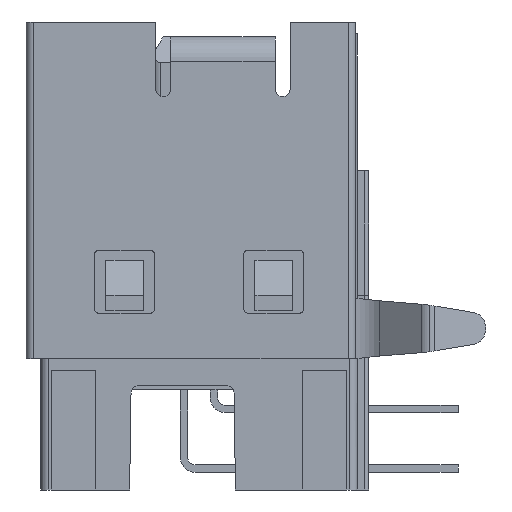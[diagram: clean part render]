
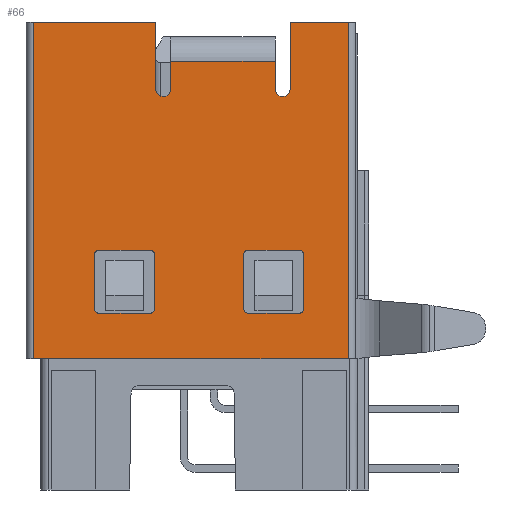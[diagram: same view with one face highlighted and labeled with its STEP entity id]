
A CAD part, left-side view. The second image highlights one B-rep face of the part: STEP entity #66.
In plain terms, the highlighted planar face has unit normal (-1, 0, 0).
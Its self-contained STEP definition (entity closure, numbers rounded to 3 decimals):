
#66=ADVANCED_FACE('',(#577,#578,#579),#580,.T.);
#577=FACE_OUTER_BOUND('',#1593,.T.);
#578=FACE_BOUND('',#1594,.T.);
#579=FACE_BOUND('',#1595,.T.);
#580=PLANE('',#1596);
#1593=EDGE_LOOP('',(#2729,#2730,#2731,#2732,#2733,#2734,#2735,#2736,#2737,#2738,#2739,#2740,#2741,#2742));
#1594=EDGE_LOOP('',(#2743,#2744,#2745,#2746,#2747,#2748,#2749,#2750));
#1595=EDGE_LOOP('',(#2751,#2752,#2753,#2754,#2755,#2756,#2757,#2758));
#1596=AXIS2_PLACEMENT_3D('',#2759,#2760,#2761);
#2729=ORIENTED_EDGE('',*,*,#6946,.F.);
#2730=ORIENTED_EDGE('',*,*,#6947,.T.);
#2731=ORIENTED_EDGE('',*,*,#6941,.T.);
#2732=ORIENTED_EDGE('',*,*,#6948,.T.);
#2733=ORIENTED_EDGE('',*,*,#6949,.T.);
#2734=ORIENTED_EDGE('',*,*,#6894,.T.);
#2735=ORIENTED_EDGE('',*,*,#6950,.T.);
#2736=ORIENTED_EDGE('',*,*,#6897,.T.);
#2737=ORIENTED_EDGE('',*,*,#6951,.T.);
#2738=ORIENTED_EDGE('',*,*,#6952,.T.);
#2739=ORIENTED_EDGE('',*,*,#6882,.T.);
#2740=ORIENTED_EDGE('',*,*,#6953,.T.);
#2741=ORIENTED_EDGE('',*,*,#6911,.T.);
#2742=ORIENTED_EDGE('',*,*,#6945,.F.);
#2743=ORIENTED_EDGE('',*,*,#6954,.T.);
#2744=ORIENTED_EDGE('',*,*,#6955,.T.);
#2745=ORIENTED_EDGE('',*,*,#6956,.T.);
#2746=ORIENTED_EDGE('',*,*,#6957,.T.);
#2747=ORIENTED_EDGE('',*,*,#6958,.T.);
#2748=ORIENTED_EDGE('',*,*,#6959,.T.);
#2749=ORIENTED_EDGE('',*,*,#6960,.T.);
#2750=ORIENTED_EDGE('',*,*,#6961,.T.);
#2751=ORIENTED_EDGE('',*,*,#6962,.T.);
#2752=ORIENTED_EDGE('',*,*,#6963,.T.);
#2753=ORIENTED_EDGE('',*,*,#6964,.T.);
#2754=ORIENTED_EDGE('',*,*,#6965,.T.);
#2755=ORIENTED_EDGE('',*,*,#6966,.T.);
#2756=ORIENTED_EDGE('',*,*,#6967,.T.);
#2757=ORIENTED_EDGE('',*,*,#6968,.T.);
#2758=ORIENTED_EDGE('',*,*,#6969,.T.);
#2759=CARTESIAN_POINT('',(-6.015,-5.25,0.0));
#2760=DIRECTION('',(-1.0,0.0,0.0));
#2761=DIRECTION('',(0.0,0.0,1.0));
#6882=EDGE_CURVE('',#8316,#8320,#8322,.T.);
#6894=EDGE_CURVE('',#8340,#8344,#8346,.T.);
#6897=EDGE_CURVE('',#8352,#8350,#8353,.T.);
#6911=EDGE_CURVE('',#8379,#8380,#8381,.T.);
#6941=EDGE_CURVE('',#8440,#8438,#8441,.T.);
#6945=EDGE_CURVE('',#8445,#8380,#8447,.T.);
#6946=EDGE_CURVE('',#8448,#8445,#8449,.T.);
#6947=EDGE_CURVE('',#8448,#8440,#8450,.T.);
#6948=EDGE_CURVE('',#8438,#8451,#8452,.T.);
#6949=EDGE_CURVE('',#8451,#8340,#8453,.T.);
#6950=EDGE_CURVE('',#8344,#8352,#8454,.T.);
#6951=EDGE_CURVE('',#8350,#8455,#8456,.T.);
#6952=EDGE_CURVE('',#8455,#8316,#8457,.T.);
#6953=EDGE_CURVE('',#8320,#8379,#8458,.T.);
#6954=EDGE_CURVE('',#8459,#8460,#8461,.T.);
#6955=EDGE_CURVE('',#8460,#8462,#8463,.T.);
#6956=EDGE_CURVE('',#8462,#8464,#8465,.T.);
#6957=EDGE_CURVE('',#8464,#8466,#8467,.T.);
#6958=EDGE_CURVE('',#8466,#8468,#8469,.T.);
#6959=EDGE_CURVE('',#8468,#8470,#8471,.T.);
#6960=EDGE_CURVE('',#8470,#8472,#8473,.T.);
#6961=EDGE_CURVE('',#8472,#8459,#8474,.T.);
#6962=EDGE_CURVE('',#8475,#8476,#8477,.T.);
#6963=EDGE_CURVE('',#8476,#8478,#8479,.T.);
#6964=EDGE_CURVE('',#8478,#8480,#8481,.T.);
#6965=EDGE_CURVE('',#8480,#8482,#8483,.T.);
#6966=EDGE_CURVE('',#8482,#8484,#8485,.T.);
#6967=EDGE_CURVE('',#8484,#8486,#8487,.T.);
#6968=EDGE_CURVE('',#8486,#8488,#8489,.T.);
#6969=EDGE_CURVE('',#8488,#8475,#8490,.T.);
#8316=VERTEX_POINT('',#10702);
#8320=VERTEX_POINT('',#10707);
#8322=CIRCLE('',#10710,0.25);
#8340=VERTEX_POINT('',#10732);
#8344=VERTEX_POINT('',#10737);
#8346=CIRCLE('',#10740,0.25);
#8350=VERTEX_POINT('',#10745);
#8352=VERTEX_POINT('',#10747);
#8353=LINE('',#10748,#10749);
#8379=VERTEX_POINT('',#10797);
#8380=VERTEX_POINT('',#10798);
#8381=LINE('',#10799,#10800);
#8438=VERTEX_POINT('',#10876);
#8440=VERTEX_POINT('',#10879);
#8441=LINE('',#10880,#10881);
#8445=VERTEX_POINT('',#10886);
#8447=LINE('',#10888,#10889);
#8448=VERTEX_POINT('',#10890);
#8449=LINE('',#10891,#10892);
#8450=LINE('',#10893,#10894);
#8451=VERTEX_POINT('',#10895);
#8452=LINE('',#10896,#10897);
#8453=CIRCLE('',#10898,0.25);
#8454=LINE('',#10899,#10900);
#8455=VERTEX_POINT('',#10901);
#8456=LINE('',#10902,#10903);
#8457=CIRCLE('',#10904,0.25);
#8458=LINE('',#10905,#10906);
#8459=VERTEX_POINT('',#10907);
#8460=VERTEX_POINT('',#10908);
#8461=LINE('',#10909,#10910);
#8462=VERTEX_POINT('',#10911);
#8463=CIRCLE('',#10912,0.13);
#8464=VERTEX_POINT('',#10913);
#8465=LINE('',#10914,#10915);
#8466=VERTEX_POINT('',#10916);
#8467=CIRCLE('',#10917,0.13);
#8468=VERTEX_POINT('',#10918);
#8469=LINE('',#10919,#10920);
#8470=VERTEX_POINT('',#10921);
#8471=CIRCLE('',#10922,0.13);
#8472=VERTEX_POINT('',#10923);
#8473=LINE('',#10924,#10925);
#8474=CIRCLE('',#10926,0.13);
#8475=VERTEX_POINT('',#10927);
#8476=VERTEX_POINT('',#10928);
#8477=CIRCLE('',#10929,0.13);
#8478=VERTEX_POINT('',#10930);
#8479=LINE('',#10931,#10932);
#8480=VERTEX_POINT('',#10933);
#8481=CIRCLE('',#10934,0.13);
#8482=VERTEX_POINT('',#10935);
#8483=LINE('',#10936,#10937);
#8484=VERTEX_POINT('',#10938);
#8485=CIRCLE('',#10939,0.13);
#8486=VERTEX_POINT('',#10940);
#8487=LINE('',#10941,#10942);
#8488=VERTEX_POINT('',#10943);
#8489=CIRCLE('',#10944,0.13);
#8490=LINE('',#10945,#10946);
#10702=CARTESIAN_POINT('',(-6.015,1.2,-2.5));
#10707=CARTESIAN_POINT('',(-6.015,1.45,-2.25));
#10710=AXIS2_PLACEMENT_3D('',#14298,#14299,#14300);
#10732=CARTESIAN_POINT('',(-6.015,-2.8,-2.5));
#10737=CARTESIAN_POINT('',(-6.015,-2.55,-2.25));
#10740=AXIS2_PLACEMENT_3D('',#14322,#14323,#14324);
#10745=CARTESIAN_POINT('',(-6.015,0.95,-1.32));
#10747=CARTESIAN_POINT('',(-6.015,-2.55,-1.32));
#10748=CARTESIAN_POINT('',(-6.015,-2.55,-1.32));
#10749=VECTOR('',#14329,3.5);
#10797=CARTESIAN_POINT('',(-6.015,1.45,0.0));
#10798=CARTESIAN_POINT('',(-6.015,5.55,0.0));
#10799=CARTESIAN_POINT('',(-6.015,1.45,0.0));
#10800=VECTOR('',#14351,4.1);
#10876=CARTESIAN_POINT('',(-6.015,-3.05,0.0));
#10879=CARTESIAN_POINT('',(-6.015,-5.0,0.0));
#10880=CARTESIAN_POINT('',(-6.015,-5.0,0.0));
#10881=VECTOR('',#14399,1.95);
#10886=CARTESIAN_POINT('',(-6.015,5.55,-11.3));
#10888=CARTESIAN_POINT('',(-6.015,5.55,-11.3));
#10889=VECTOR('',#14407,11.3);
#10890=CARTESIAN_POINT('',(-6.015,-5.0,-11.3));
#10891=CARTESIAN_POINT('',(-6.015,-5.0,-11.3));
#10892=VECTOR('',#14408,10.55);
#10893=CARTESIAN_POINT('',(-6.015,-5.0,-11.3));
#10894=VECTOR('',#14409,11.3);
#10895=CARTESIAN_POINT('',(-6.015,-3.05,-2.25));
#10896=CARTESIAN_POINT('',(-6.015,-3.05,0.0));
#10897=VECTOR('',#14410,2.25);
#10898=AXIS2_PLACEMENT_3D('',#14411,#14412,#14413);
#10899=CARTESIAN_POINT('',(-6.015,-2.55,-2.25));
#10900=VECTOR('',#14414,0.93);
#10901=CARTESIAN_POINT('',(-6.015,0.95,-2.25));
#10902=CARTESIAN_POINT('',(-6.015,0.95,-1.32));
#10903=VECTOR('',#14415,0.93);
#10904=AXIS2_PLACEMENT_3D('',#14416,#14417,#14418);
#10905=CARTESIAN_POINT('',(-6.015,1.45,-2.25));
#10906=VECTOR('',#14419,2.25);
#10907=CARTESIAN_POINT('',(-6.015,1.5,-7.788));
#10908=CARTESIAN_POINT('',(-6.015,1.5,-9.638));
#10909=CARTESIAN_POINT('',(-6.015,1.5,-7.788));
#10910=VECTOR('',#14420,1.85);
#10911=CARTESIAN_POINT('',(-6.015,1.63,-9.768));
#10912=AXIS2_PLACEMENT_3D('',#14421,#14422,#14423);
#10913=CARTESIAN_POINT('',(-6.015,3.37,-9.768));
#10914=CARTESIAN_POINT('',(-6.015,1.63,-9.768));
#10915=VECTOR('',#14424,1.74);
#10916=CARTESIAN_POINT('',(-6.015,3.5,-9.638));
#10917=AXIS2_PLACEMENT_3D('',#14425,#14426,#14427);
#10918=CARTESIAN_POINT('',(-6.015,3.5,-7.788));
#10919=CARTESIAN_POINT('',(-6.015,3.5,-9.638));
#10920=VECTOR('',#14428,1.85);
#10921=CARTESIAN_POINT('',(-6.015,3.37,-7.658));
#10922=AXIS2_PLACEMENT_3D('',#14429,#14430,#14431);
#10923=CARTESIAN_POINT('',(-6.015,1.63,-7.658));
#10924=CARTESIAN_POINT('',(-6.015,3.37,-7.658));
#10925=VECTOR('',#14432,1.74);
#10926=AXIS2_PLACEMENT_3D('',#14433,#14434,#14435);
#10927=CARTESIAN_POINT('',(-6.015,-3.37,-7.658));
#10928=CARTESIAN_POINT('',(-6.015,-3.5,-7.788));
#10929=AXIS2_PLACEMENT_3D('',#14436,#14437,#14438);
#10930=CARTESIAN_POINT('',(-6.015,-3.5,-9.638));
#10931=CARTESIAN_POINT('',(-6.015,-3.5,-7.788));
#10932=VECTOR('',#14439,1.85);
#10933=CARTESIAN_POINT('',(-6.015,-3.37,-9.768));
#10934=AXIS2_PLACEMENT_3D('',#14440,#14441,#14442);
#10935=CARTESIAN_POINT('',(-6.015,-1.63,-9.768));
#10936=CARTESIAN_POINT('',(-6.015,-3.37,-9.768));
#10937=VECTOR('',#14443,1.74);
#10938=CARTESIAN_POINT('',(-6.015,-1.5,-9.638));
#10939=AXIS2_PLACEMENT_3D('',#14444,#14445,#14446);
#10940=CARTESIAN_POINT('',(-6.015,-1.5,-7.788));
#10941=CARTESIAN_POINT('',(-6.015,-1.5,-9.638));
#10942=VECTOR('',#14447,1.85);
#10943=CARTESIAN_POINT('',(-6.015,-1.63,-7.658));
#10944=AXIS2_PLACEMENT_3D('',#14448,#14449,#14450);
#10945=CARTESIAN_POINT('',(-6.015,-1.63,-7.658));
#10946=VECTOR('',#14451,1.74);
#14298=CARTESIAN_POINT('',(-6.015,1.2,-2.25));
#14299=DIRECTION('',(1.0,0.0,0.0));
#14300=DIRECTION('',(0.0,-1.0,0.0));
#14322=CARTESIAN_POINT('',(-6.015,-2.8,-2.25));
#14323=DIRECTION('',(1.0,0.0,0.0));
#14324=DIRECTION('',(0.0,-1.0,0.0));
#14329=DIRECTION('',(0.0,1.0,0.0));
#14351=DIRECTION('',(0.0,1.0,0.0));
#14399=DIRECTION('',(0.0,1.0,0.0));
#14407=DIRECTION('',(0.0,0.0,1.0));
#14408=DIRECTION('',(0.0,1.0,0.0));
#14409=DIRECTION('',(0.0,0.0,1.0));
#14410=DIRECTION('',(0.0,0.0,-1.0));
#14411=CARTESIAN_POINT('',(-6.015,-2.8,-2.25));
#14412=DIRECTION('',(1.0,0.0,0.0));
#14413=DIRECTION('',(0.0,-1.0,0.0));
#14414=DIRECTION('',(0.0,0.0,1.0));
#14415=DIRECTION('',(0.0,0.0,-1.0));
#14416=CARTESIAN_POINT('',(-6.015,1.2,-2.25));
#14417=DIRECTION('',(1.0,0.0,0.0));
#14418=DIRECTION('',(0.0,-1.0,0.0));
#14419=DIRECTION('',(0.0,0.0,1.0));
#14420=DIRECTION('',(0.0,0.0,-1.0));
#14421=CARTESIAN_POINT('',(-6.015,1.63,-9.638));
#14422=DIRECTION('',(1.0,0.0,0.0));
#14423=DIRECTION('',(0.0,-1.0,0.0));
#14424=DIRECTION('',(0.0,1.0,0.0));
#14425=CARTESIAN_POINT('',(-6.015,3.37,-9.638));
#14426=DIRECTION('',(1.0,0.0,0.0));
#14427=DIRECTION('',(0.0,0.0,-1.0));
#14428=DIRECTION('',(0.0,0.0,1.0));
#14429=CARTESIAN_POINT('',(-6.015,3.37,-7.788));
#14430=DIRECTION('',(1.0,0.0,0.0));
#14431=DIRECTION('',(0.0,1.0,0.0));
#14432=DIRECTION('',(0.0,-1.0,0.0));
#14433=CARTESIAN_POINT('',(-6.015,1.63,-7.788));
#14434=DIRECTION('',(1.0,0.0,-0.0));
#14435=DIRECTION('',(0.0,0.0,1.0));
#14436=CARTESIAN_POINT('',(-6.015,-3.37,-7.788));
#14437=DIRECTION('',(1.0,0.0,-0.0));
#14438=DIRECTION('',(0.0,0.0,1.0));
#14439=DIRECTION('',(0.0,0.0,-1.0));
#14440=CARTESIAN_POINT('',(-6.015,-3.37,-9.638));
#14441=DIRECTION('',(1.0,0.0,0.0));
#14442=DIRECTION('',(0.0,-1.0,0.));
#14443=DIRECTION('',(0.0,1.0,0.0));
#14444=CARTESIAN_POINT('',(-6.015,-1.63,-9.638));
#14445=DIRECTION('',(1.0,0.0,0.0));
#14446=DIRECTION('',(0.0,0.0,-1.0));
#14447=DIRECTION('',(0.0,0.0,1.0));
#14448=CARTESIAN_POINT('',(-6.015,-1.63,-7.788));
#14449=DIRECTION('',(1.0,0.0,0.0));
#14450=DIRECTION('',(0.0,1.0,0.));
#14451=DIRECTION('',(0.0,-1.0,0.0));
